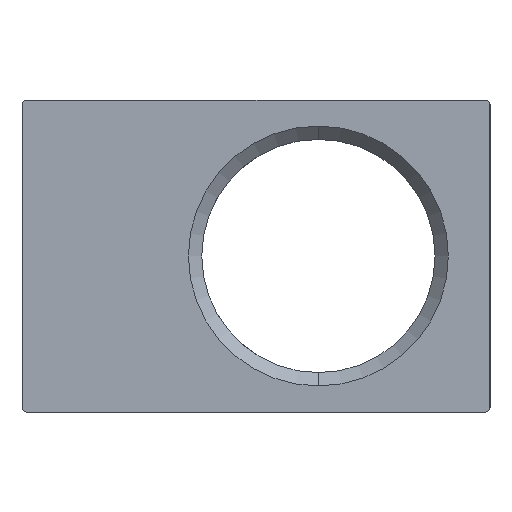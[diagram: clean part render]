
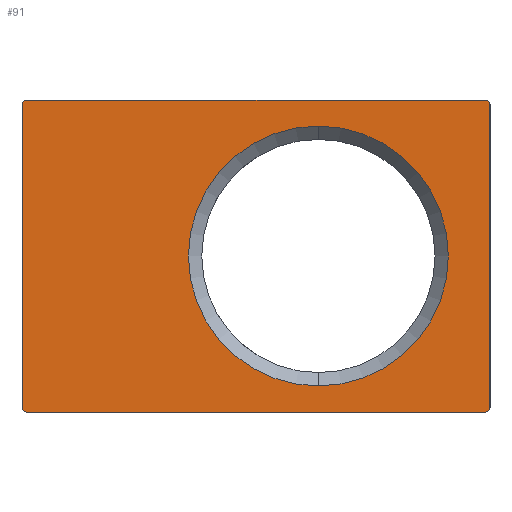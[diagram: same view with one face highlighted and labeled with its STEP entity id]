
A CAD part, left-side view. The second image highlights one B-rep face of the part: STEP entity #91.
In plain terms, the highlighted planar face has unit normal (-1, 0, 0).
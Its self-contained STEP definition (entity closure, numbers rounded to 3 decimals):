
#91=ADVANCED_FACE('',(#211,#212),#213,.T.);
#211=FACE_OUTER_BOUND('',#366,.T.);
#212=FACE_BOUND('',#367,.T.);
#213=PLANE('',#368);
#366=EDGE_LOOP('',(#569,#570,#571,#572,#573,#574,#575,#576));
#367=EDGE_LOOP('',(#577,#578));
#368=AXIS2_PLACEMENT_3D('',#579,#580,#581);
#569=ORIENTED_EDGE('',*,*,#975,.T.);
#570=ORIENTED_EDGE('',*,*,#976,.T.);
#571=ORIENTED_EDGE('',*,*,#949,.T.);
#572=ORIENTED_EDGE('',*,*,#977,.T.);
#573=ORIENTED_EDGE('',*,*,#963,.T.);
#574=ORIENTED_EDGE('',*,*,#978,.F.);
#575=ORIENTED_EDGE('',*,*,#979,.T.);
#576=ORIENTED_EDGE('',*,*,#980,.F.);
#577=ORIENTED_EDGE('',*,*,#973,.T.);
#578=ORIENTED_EDGE('',*,*,#981,.T.);
#579=CARTESIAN_POINT('',(-55.0,30.0,-10.0));
#580=DIRECTION('',(-1.0,0.0,0.0));
#581=DIRECTION('',(0.0,0.0,1.0));
#949=EDGE_CURVE('',#1144,#1145,#1146,.T.);
#963=EDGE_CURVE('',#1167,#1165,#1168,.T.);
#973=EDGE_CURVE('',#1176,#1183,#1185,.T.);
#975=EDGE_CURVE('',#1187,#1188,#1189,.T.);
#976=EDGE_CURVE('',#1188,#1144,#1190,.T.);
#977=EDGE_CURVE('',#1145,#1167,#1191,.T.);
#978=EDGE_CURVE('',#1192,#1165,#1193,.T.);
#979=EDGE_CURVE('',#1192,#1194,#1195,.T.);
#980=EDGE_CURVE('',#1187,#1194,#1196,.T.);
#981=EDGE_CURVE('',#1183,#1176,#1197,.T.);
#1144=VERTEX_POINT('',#1440);
#1145=VERTEX_POINT('',#1441);
#1146=CIRCLE('',#1442,0.3);
#1165=VERTEX_POINT('',#1465);
#1167=VERTEX_POINT('',#1468);
#1168=CIRCLE('',#1469,0.3);
#1176=VERTEX_POINT('',#1479);
#1183=VERTEX_POINT('',#1487);
#1185=CIRCLE('',#1490,8.33);
#1187=VERTEX_POINT('',#1492);
#1188=VERTEX_POINT('',#1493);
#1189=CIRCLE('',#1494,0.3);
#1190=LINE('',#1495,#1496);
#1191=LINE('',#1497,#1498);
#1192=VERTEX_POINT('',#1499);
#1193=LINE('',#1500,#1501);
#1194=VERTEX_POINT('',#1502);
#1195=CIRCLE('',#1503,0.3);
#1196=LINE('',#1504,#1505);
#1197=CIRCLE('',#1506,8.33);
#1440=CARTESIAN_POINT('',(-55.0,0.3,-10.0));
#1441=CARTESIAN_POINT('',(-55.0,0.0,-9.7));
#1442=AXIS2_PLACEMENT_3D('',#1905,#1906,#1907);
#1465=CARTESIAN_POINT('',(-55.0,0.3,10.0));
#1468=CARTESIAN_POINT('',(-55.0,0.0,9.7));
#1469=AXIS2_PLACEMENT_3D('',#1928,#1929,#1930);
#1479=CARTESIAN_POINT('',(-55.0,11.0,8.33));
#1487=CARTESIAN_POINT('',(-55.0,11.0,-8.33));
#1490=AXIS2_PLACEMENT_3D('',#1944,#1945,#1946);
#1492=CARTESIAN_POINT('',(-55.0,30.0,-9.7));
#1493=CARTESIAN_POINT('',(-55.0,29.7,-10.0));
#1494=AXIS2_PLACEMENT_3D('',#1947,#1948,#1949);
#1495=CARTESIAN_POINT('',(-55.0,29.7,-10.0));
#1496=VECTOR('',#1950,29.4);
#1497=CARTESIAN_POINT('',(-55.0,0.0,-9.7));
#1498=VECTOR('',#1951,19.4);
#1499=CARTESIAN_POINT('',(-55.0,29.7,10.0));
#1500=CARTESIAN_POINT('',(-55.0,29.7,10.0));
#1501=VECTOR('',#1952,29.4);
#1502=CARTESIAN_POINT('',(-55.0,30.0,9.7));
#1503=AXIS2_PLACEMENT_3D('',#1953,#1954,#1955);
#1504=CARTESIAN_POINT('',(-55.0,30.0,-9.7));
#1505=VECTOR('',#1956,19.4);
#1506=AXIS2_PLACEMENT_3D('',#1957,#1958,#1959);
#1905=CARTESIAN_POINT('',(-55.0,0.3,-9.7));
#1906=DIRECTION('',(-1.0,0.0,0.0));
#1907=DIRECTION('',(0.0,0.,-1.0));
#1928=CARTESIAN_POINT('',(-55.0,0.3,9.7));
#1929=DIRECTION('',(-1.0,0.0,0.0));
#1930=DIRECTION('',(0.0,-1.0,0.0));
#1944=CARTESIAN_POINT('',(-55.0,11.0,0.0));
#1945=DIRECTION('',(1.0,0.0,0.0));
#1946=DIRECTION('',(0.0,0.0,-1.0));
#1947=CARTESIAN_POINT('',(-55.0,29.7,-9.7));
#1948=DIRECTION('',(-1.0,0.0,0.0));
#1949=DIRECTION('',(0.0,1.0,0.0));
#1950=DIRECTION('',(0.0,-1.0,0.0));
#1951=DIRECTION('',(0.0,0.0,1.0));
#1952=DIRECTION('',(0.0,-1.0,0.0));
#1953=CARTESIAN_POINT('',(-55.0,29.7,9.7));
#1954=DIRECTION('',(-1.0,0.0,0.0));
#1955=DIRECTION('',(0.0,0.0,1.0));
#1956=DIRECTION('',(0.0,0.0,1.0));
#1957=CARTESIAN_POINT('',(-55.0,11.0,0.0));
#1958=DIRECTION('',(1.0,0.0,0.0));
#1959=DIRECTION('',(0.0,0.0,-1.0));
